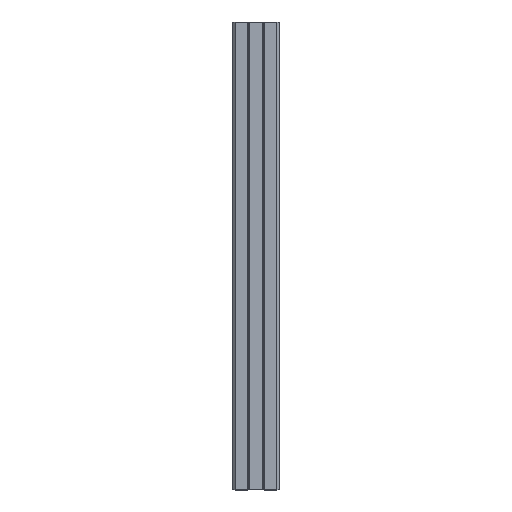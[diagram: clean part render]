
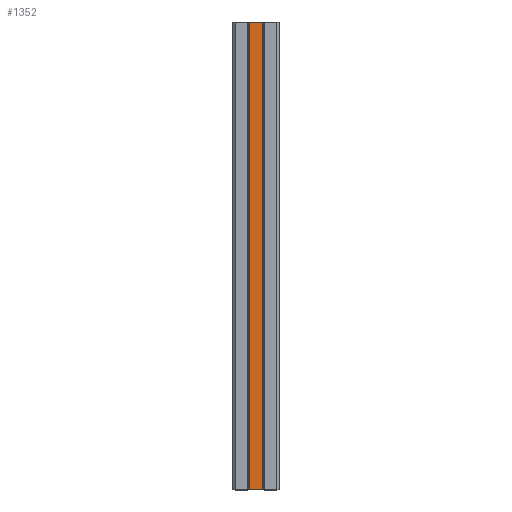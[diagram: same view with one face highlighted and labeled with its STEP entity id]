
A CAD part, top view. The second image highlights one B-rep face of the part: STEP entity #1352.
In plain terms, the highlighted planar face has unit normal (0, 0, 1).
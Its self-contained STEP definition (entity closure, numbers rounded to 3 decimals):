
#45=PLANE('',#1436);
#112=FACE_OUTER_BOUND('',#179,.T.);
#179=EDGE_LOOP('',(#1036,#1037,#1038,#1039));
#296=LINE('',#1970,#489);
#297=LINE('',#1973,#490);
#298=LINE('',#1975,#491);
#299=LINE('',#1976,#492);
#489=VECTOR('',#1610,10.);
#490=VECTOR('',#1613,10.);
#491=VECTOR('',#1614,10.);
#492=VECTOR('',#1615,10.);
#661=VERTEX_POINT('',#1966);
#662=VERTEX_POINT('',#1968);
#663=VERTEX_POINT('',#1972);
#664=VERTEX_POINT('',#1974);
#816=EDGE_CURVE('',#661,#662,#296,.T.);
#817=EDGE_CURVE('',#663,#661,#297,.T.);
#818=EDGE_CURVE('',#664,#662,#298,.T.);
#819=EDGE_CURVE('',#663,#664,#299,.T.);
#1036=ORIENTED_EDGE('',*,*,#817,.T.);
#1037=ORIENTED_EDGE('',*,*,#816,.T.);
#1038=ORIENTED_EDGE('',*,*,#818,.F.);
#1039=ORIENTED_EDGE('',*,*,#819,.F.);
#1352=ADVANCED_FACE('',(#112),#45,.T.);
#1436=AXIS2_PLACEMENT_3D('',#1971,#1611,#1612);
#1610=DIRECTION('',(0.,1.,0.));
#1611=DIRECTION('center_axis',(0.,0.,1.));
#1612=DIRECTION('ref_axis',(1.,0.,0.));
#1613=DIRECTION('',(1.,0.,0.));
#1614=DIRECTION('',(1.,0.,0.));
#1615=DIRECTION('',(0.,1.,0.));
#1966=CARTESIAN_POINT('',(2.839,0.,3.9));
#1968=CARTESIAN_POINT('',(2.839,200.,3.9));
#1970=CARTESIAN_POINT('',(2.839,0.,3.9));
#1971=CARTESIAN_POINT('Origin',(-2.839,0.,3.9));
#1972=CARTESIAN_POINT('',(-2.839,0.,3.9));
#1973=CARTESIAN_POINT('',(-2.839,0.,3.9));
#1974=CARTESIAN_POINT('',(-2.839,200.,3.9));
#1975=CARTESIAN_POINT('',(-2.839,200.,3.9));
#1976=CARTESIAN_POINT('',(-2.839,0.,3.9));
